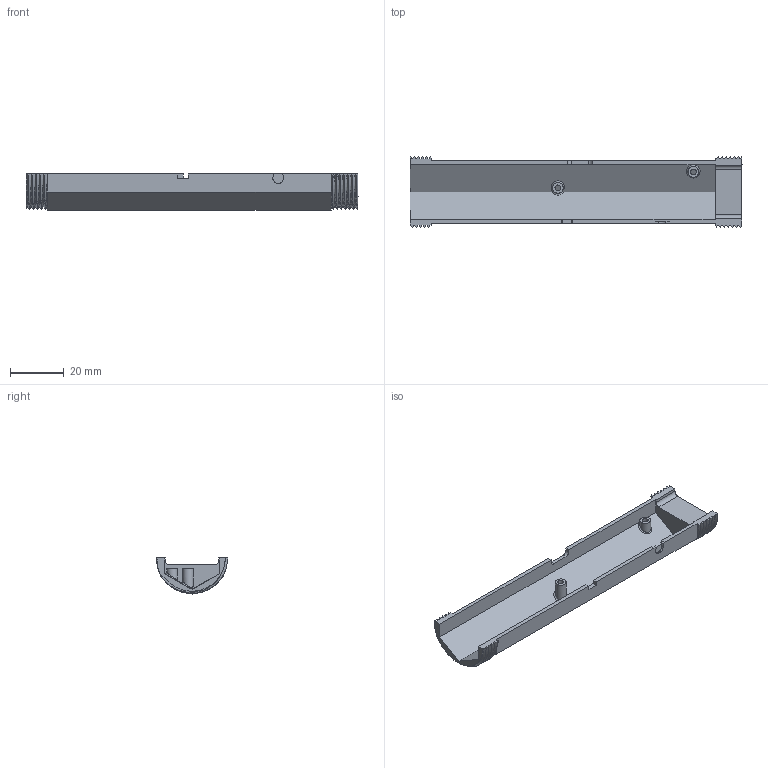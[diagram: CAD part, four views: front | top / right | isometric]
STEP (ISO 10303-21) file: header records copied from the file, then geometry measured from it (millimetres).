
FILE_DESCRIPTION(/* description */ (''),/* implementation_level */ '2;1');
FILE_NAME(/* name */ 'shell2.step',/* time_stamp */ '2024-08-10T23:13:26+08:00',/* author */ (''),/* organization */ (''),/* preprocessor_version */ 'ST-DEVELOPER v20',/* originating_system */ 'Autodesk Translation Framework v13.14.0.145',/* authorisation */ '');
FILE_SCHEMA (('AUTOMOTIVE_DESIGN { 1 0 10303 214 3 1 1 }'));
Length unit declared in the file: millimetre
Products named in the file (1): Wand
Bounding box: 123.9 x 26.55 x 13.51 mm (x, y, z)
Volume: 8677 mm3; surface area: 10754.2 mm2
Topology: 1 solids, 1 shells, 118 faces, 330 edges, 216 vertices
Faces by surface type: plane 47, cylinder 40, bspline 31
Full cylindrical faces by diameter (mm): 2.2 x2, 4 x2
Entity records: 6440 total; most frequent: CARTESIAN_POINT 3672, ORIENTED_EDGE 660, DIRECTION 433, EDGE_CURVE 330, VERTEX_POINT 216, LINE 161, VECTOR 161, AXIS2_PLACEMENT_3D 136
